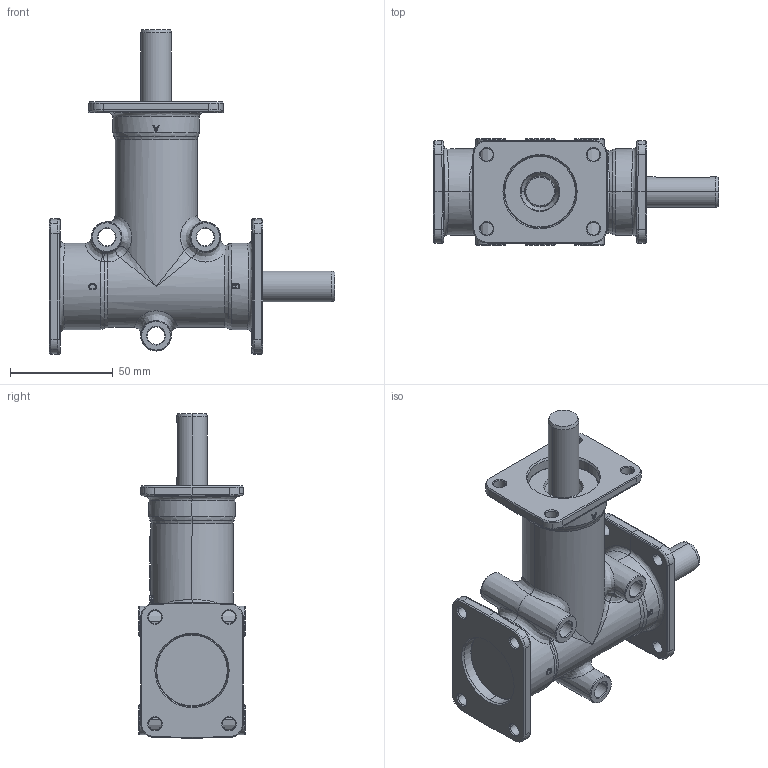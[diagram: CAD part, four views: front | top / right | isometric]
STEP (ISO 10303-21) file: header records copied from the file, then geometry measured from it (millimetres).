
FILE_DESCRIPTION(('STEP AP214'),'1');
FILE_NAME('_inox.stp','2017-07-06T06:43:02',('TraceParts'),('TraceParts S.A.'),'Spatial InterOp 3D',' ',' ');
FILE_SCHEMA(('automotive_design'));
Length unit declared in the file: millimetre
Products named in the file (1): dz_22s_–_3fab_–_inox
Bounding box: 139 x 52 x 158 mm (x, y, z)
Volume: 272156.3 mm3; surface area: 53322.6 mm2
Topology: 1 solids, 1 shells, 1130 faces, 2967 edges, 1853 vertices
Faces by surface type: bspline 429, cylinder 300, plane 200, cone 112, torus 63, sphere 26
Entity records: 86406 total; most frequent: CARTESIAN_POINT 48058, ORIENTED_EDGE 5882, DIRECTION 4199, EDGE_CURVE 2941, PRESENTATION_STYLE_ASSIGNMENT 2213, COLOUR_RGB 2213, VERTEX_POINT 1853, AXIS2_PLACEMENT_3D 1683
